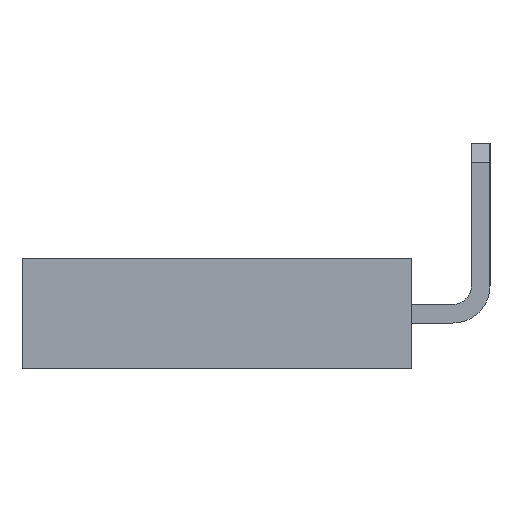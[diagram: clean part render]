
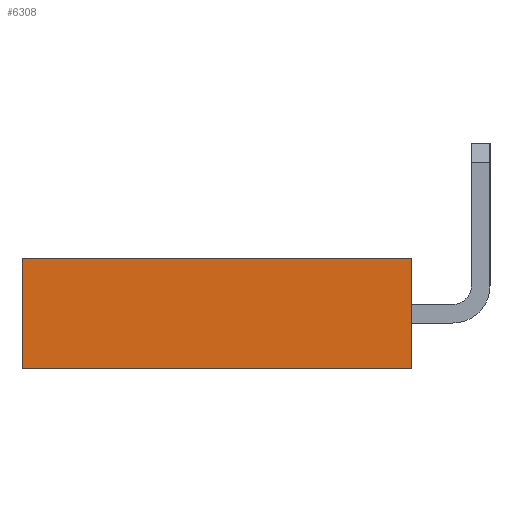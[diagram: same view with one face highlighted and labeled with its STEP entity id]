
A CAD part, left-side view. The second image highlights one B-rep face of the part: STEP entity #6308.
In plain terms, the highlighted planar face has unit normal (-1, 0, 0).
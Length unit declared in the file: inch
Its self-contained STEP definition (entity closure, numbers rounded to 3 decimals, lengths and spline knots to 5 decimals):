
#1571=ORIENTED_EDGE('',*,*,#2724,.T.);
#1572=ORIENTED_EDGE('',*,*,#2467,.F.);
#1573=ORIENTED_EDGE('',*,*,#2757,.F.);
#1574=ORIENTED_EDGE('',*,*,#2459,.T.);
#2459=EDGE_CURVE('',#3184,#3183,#3875,.T.);
#2467=EDGE_CURVE('',#3191,#3192,#3883,.T.);
#2724=EDGE_CURVE('',#3183,#3192,#4140,.T.);
#2757=EDGE_CURVE('',#3184,#3191,#4173,.T.);
#3183=VERTEX_POINT('',#9490);
#3184=VERTEX_POINT('',#9492);
#3191=VERTEX_POINT('',#9507);
#3192=VERTEX_POINT('',#9509);
#3875=LINE('',#9491,#4699);
#3883=LINE('',#9508,#4707);
#4140=LINE('',#10021,#4964);
#4173=LINE('',#10071,#4997);
#4699=VECTOR('',#7757,39.37008);
#4707=VECTOR('',#7767,39.37008);
#4964=VECTOR('',#8154,39.37008);
#4997=VECTOR('',#8221,39.37008);
#5312=EDGE_LOOP('',(#1571,#1572,#1573,#1574));
#5676=FACE_BOUND('',#5312,.T.);
#5992=PLANE('',#6715);
#6308=ADVANCED_FACE('',(#5676),#5992,.F.);
#6715=AXIS2_PLACEMENT_3D('',#10070,#8219,#8220);
#7757=DIRECTION('',(0.,-1.,0.));
#7767=DIRECTION('',(0.,-1.,0.));
#8154=DIRECTION('',(0.,0.,1.));
#8219=DIRECTION('',(1.,0.,0.));
#8220=DIRECTION('',(0.,0.,-1.));
#8221=DIRECTION('',(0.,0.,1.));
#9490=CARTESIAN_POINT('',(-0.81,0.,-0.0475));
#9491=CARTESIAN_POINT('',(-0.81,0.335,-0.0475));
#9492=CARTESIAN_POINT('',(-0.81,0.335,-0.0475));
#9507=CARTESIAN_POINT('',(-0.81,0.335,0.0475));
#9508=CARTESIAN_POINT('',(-0.81,0.335,0.0475));
#9509=CARTESIAN_POINT('',(-0.81,0.,0.0475));
#10021=CARTESIAN_POINT('',(-0.81,0.,-0.0475));
#10070=CARTESIAN_POINT('',(-0.81,0.335,-0.0475));
#10071=CARTESIAN_POINT('',(-0.81,0.335,-0.0475));
